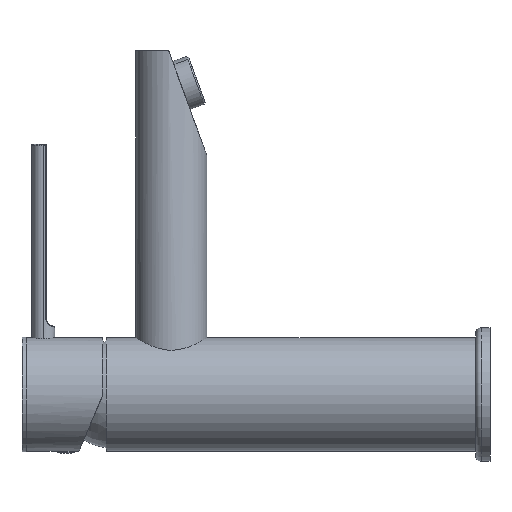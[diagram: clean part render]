
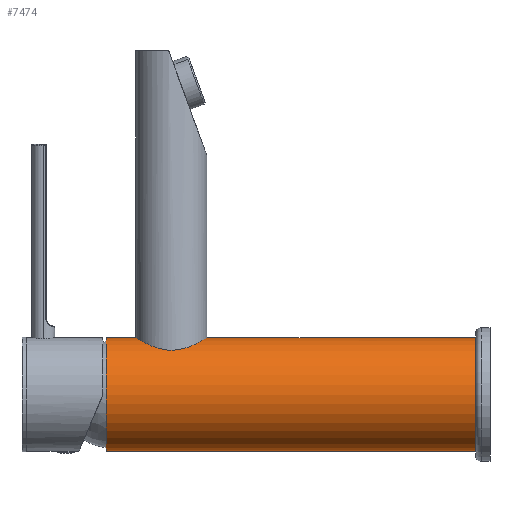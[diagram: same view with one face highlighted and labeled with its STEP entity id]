
A CAD part, left-side view. The second image highlights one B-rep face of the part: STEP entity #7474.
In plain terms, the highlighted cylindrical face has radius 20 mm (diameter 40 mm), a partial arc.
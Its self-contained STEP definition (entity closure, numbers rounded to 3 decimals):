
#31 = CARTESIAN_POINT ( 'NONE',  ( 0., 0., 20. ) ) ;
#52 = CARTESIAN_POINT ( 'NONE',  ( -1.298, 102.16, 19.96 ) ) ;
#152 = CARTESIAN_POINT ( 'NONE',  ( -4.493, 104.781, 19.489 ) ) ;
#243 = CARTESIAN_POINT ( 'NONE',  ( 0., 102., 20. ) ) ;
#705 = VERTEX_POINT ( 'NONE', #31 ) ;
#1084 = CIRCLE ( 'NONE', #11378, 20. ) ;
#1440 = AXIS2_PLACEMENT_3D ( 'NONE', #16148, #6987, #11522 ) ;
#1445 = LINE ( 'NONE', #10709, #4413 ) ;
#1858 = CARTESIAN_POINT ( 'NONE',  ( -4.968, 106.346, 19.373 ) ) ;
#2102 = CARTESIAN_POINT ( 'NONE',  ( -4.992, 107.331, 19.367 ) ) ;
#2140 = ORIENTED_EDGE ( 'NONE', *, *, #8426, .F. ) ;
#2404 = AXIS2_PLACEMENT_3D ( 'NONE', #15208, #9786, #19147 ) ;
#2405 = CARTESIAN_POINT ( 'NONE',  ( -0.655, 111.968, 19.992 ) ) ;
#2608 = EDGE_LOOP ( 'NONE', ( #2140, #14163, #4464, #13683, #6235, #2658, #14457 ) ) ;
#2658 = ORIENTED_EDGE ( 'NONE', *, *, #13497, .F. ) ;
#2824 = LINE ( 'NONE', #13198, #6612 ) ;
#3141 = DIRECTION ( 'NONE',  ( 0., 1., 0. ) ) ;
#3363 = CARTESIAN_POINT ( 'NONE',  ( -5., 107., 19.365 ) ) ;
#3530 = CARTESIAN_POINT ( 'NONE',  ( 0., 130., 20. ) ) ;
#3718 = CARTESIAN_POINT ( 'NONE',  ( -3.974, 110.052, 19.602 ) ) ;
#3863 = CARTESIAN_POINT ( 'NONE',  ( 0., 130., -20. ) ) ;
#3916 = CARTESIAN_POINT ( 'NONE',  ( -1.303, 111.839, 19.96 ) ) ;
#3988 = CARTESIAN_POINT ( 'NONE',  ( -5., 107., 19.365 ) ) ;
#4109 = DIRECTION ( 'NONE',  ( 0., 1., 0. ) ) ;
#4413 = VECTOR ( 'NONE', #3141, 1000. ) ;
#4464 = ORIENTED_EDGE ( 'NONE', *, *, #17800, .T. ) ;
#4687 = CARTESIAN_POINT ( 'NONE',  ( -2.508, 102.662, 19.844 ) ) ;
#4776 = CARTESIAN_POINT ( 'NONE',  ( -4.743, 105.383, 19.43 ) ) ;
#5227 = CARTESIAN_POINT ( 'NONE',  ( -3.303, 110.768, 19.727 ) ) ;
#5428 = CARTESIAN_POINT ( 'NONE',  ( -5., 107.164, 19.365 ) ) ;
#5565 = VERTEX_POINT ( 'NONE', #8910 ) ;
#6189 = CARTESIAN_POINT ( 'NONE',  ( -4.84, 105.703, 19.406 ) ) ;
#6235 = ORIENTED_EDGE ( 'NONE', *, *, #10892, .T. ) ;
#6265 = CARTESIAN_POINT ( 'NONE',  ( 0., -13., 20. ) ) ;
#6391 = CARTESIAN_POINT ( 'NONE',  ( 0., 102., 20. ) ) ;
#6612 = VECTOR ( 'NONE', #10381, 1000. ) ;
#6736 = CARTESIAN_POINT ( 'NONE',  ( -4.935, 107.821, 19.382 ) ) ;
#6987 = DIRECTION ( 'NONE',  ( 0., 1., 0. ) ) ;
#7034 = CARTESIAN_POINT ( 'NONE',  ( -4.336, 109.511, 19.525 ) ) ;
#7127 = CARTESIAN_POINT ( 'NONE',  ( -5., 107., 19.365 ) ) ;
#7474 = ADVANCED_FACE ( 'NONE', ( #9081 ), #10878, .T. ) ;
#7799 = CARTESIAN_POINT ( 'NONE',  ( -0.655, 102.032, 19.992 ) ) ;
#7881 = DIRECTION ( 'NONE',  ( 0., 0., 1. ) ) ;
#8352 = CARTESIAN_POINT ( 'NONE',  ( 0., 112., 20. ) ) ;
#8426 = EDGE_CURVE ( 'NONE', #705, #19364, #1084, .T. ) ;
#8557 = CARTESIAN_POINT ( 'NONE',  ( -4.743, 108.615, 19.43 ) ) ;
#8642 = LINE ( 'NONE', #6265, #12127 ) ;
#8653 = CARTESIAN_POINT ( 'NONE',  ( -1.615, 111.743, 19.937 ) ) ;
#8910 = CARTESIAN_POINT ( 'NONE',  ( 0., 112., 20. ) ) ;
#9081 = FACE_OUTER_BOUND ( 'NONE', #2608, .T. ) ;
#9398 = CARTESIAN_POINT ( 'NONE',  ( 0., 0., 0. ) ) ;
#9786 = DIRECTION ( 'NONE',  ( 0., 1., 0. ) ) ;
#9949 = EDGE_CURVE ( 'NONE', #705, #19067, #2824, .T. ) ;
#10068 = CARTESIAN_POINT ( 'NONE',  ( -4.49, 109.224, 19.49 ) ) ;
#10381 = DIRECTION ( 'NONE',  ( 0., 1., 0. ) ) ;
#10640 = CARTESIAN_POINT ( 'NONE',  ( -5., 106.671, 19.365 ) ) ;
#10709 = CARTESIAN_POINT ( 'NONE',  ( 0., -13., -20. ) ) ;
#10737 = CARTESIAN_POINT ( 'NONE',  ( -1.617, 102.258, 19.937 ) ) ;
#10791 = EDGE_CURVE ( 'NONE', #19364, #13881, #1445, .T. ) ;
#10878 = CYLINDRICAL_SURFACE ( 'NONE', #2404, 20. ) ;
#10892 = EDGE_CURVE ( 'NONE', #5565, #18039, #8642, .T. ) ;
#11378 = AXIS2_PLACEMENT_3D ( 'NONE', #9398, #12593, #7881 ) ;
#11474 = CARTESIAN_POINT ( 'NONE',  ( -4.839, 108.301, 19.406 ) ) ;
#11522 = DIRECTION ( 'NONE',  ( 0., 0., -1. ) ) ;
#11571 = CARTESIAN_POINT ( 'NONE',  ( -3.052, 110.974, 19.768 ) ) ;
#11992 = B_SPLINE_CURVE_WITH_KNOTS ( 'NONE', 3,
 ( #7127, #5428, #2102, #13270, #6736, #11474, #8557, #10068, #7034, #3718, #19131, #5227, #11571, #17506, #17707, #8653, #3916, #2405, #19328, #8352 ),
 .UNSPECIFIED., .F., .F.,
 ( 4, 2, 2, 2, 2, 2, 2, 2, 2, 4 ),
 ( 0.016, 0.017, 0.017, 0.018, 0.019, 0.02, 0.021, 0.022, 0.023, 0.024 ),
 .UNSPECIFIED. ) ;
#12127 = VECTOR ( 'NONE', #4109, 1000. ) ;
#12333 = CARTESIAN_POINT ( 'NONE',  ( -3.053, 103.027, 19.767 ) ) ;
#12593 = DIRECTION ( 'NONE',  ( 0., -1., 0. ) ) ;
#13077 = VERTEX_POINT ( 'NONE', #3988 ) ;
#13198 = CARTESIAN_POINT ( 'NONE',  ( 0., -13., 20. ) ) ;
#13270 = CARTESIAN_POINT ( 'NONE',  ( -4.959, 107.659, 19.375 ) ) ;
#13497 = EDGE_CURVE ( 'NONE', #13881, #18039, #15566, .T. ) ;
#13683 = ORIENTED_EDGE ( 'NONE', *, *, #18293, .T. ) ;
#13881 = VERTEX_POINT ( 'NONE', #3863 ) ;
#14033 = CARTESIAN_POINT ( 'NONE',  ( -0.33, 102., 20. ) ) ;
#14133 = CARTESIAN_POINT ( 'NONE',  ( -3.766, 103.695, 19.644 ) ) ;
#14163 = ORIENTED_EDGE ( 'NONE', *, *, #9949, .T. ) ;
#14457 = ORIENTED_EDGE ( 'NONE', *, *, #10791, .F. ) ;
#15208 = CARTESIAN_POINT ( 'NONE',  ( 0., -13., 0. ) ) ;
#15566 = CIRCLE ( 'NONE', #1440, 20. ) ;
#15579 = B_SPLINE_CURVE_WITH_KNOTS ( 'NONE', 3,
 ( #6391, #14033, #7799, #52, #10737, #18682, #4687, #12333, #18585, #14133, #17162, #19905, #152, #4776, #6189, #1858, #10640, #3363 ),
 .UNSPECIFIED., .F., .F.,
 ( 4, 2, 2, 2, 2, 2, 2, 2, 4 ),
 ( 0.009, 0.009, 0.01, 0.011, 0.012, 0.013, 0.014, 0.015, 0.016 ),
 .UNSPECIFIED. ) ;
#16148 = CARTESIAN_POINT ( 'NONE',  ( 0., 130., 0. ) ) ;
#17162 = CARTESIAN_POINT ( 'NONE',  ( -3.975, 103.949, 19.602 ) ) ;
#17506 = CARTESIAN_POINT ( 'NONE',  ( -2.51, 111.337, 19.844 ) ) ;
#17707 = CARTESIAN_POINT ( 'NONE',  ( -2.217, 111.493, 19.879 ) ) ;
#17800 = EDGE_CURVE ( 'NONE', #19067, #13077, #15579, .T. ) ;
#18039 = VERTEX_POINT ( 'NONE', #3530 ) ;
#18293 = EDGE_CURVE ( 'NONE', #13077, #5565, #11992, .T. ) ;
#18557 = CARTESIAN_POINT ( 'NONE',  ( 0., 0., -20. ) ) ;
#18585 = CARTESIAN_POINT ( 'NONE',  ( -3.307, 103.236, 19.726 ) ) ;
#18682 = CARTESIAN_POINT ( 'NONE',  ( -2.221, 102.508, 19.879 ) ) ;
#19067 = VERTEX_POINT ( 'NONE', #243 ) ;
#19131 = CARTESIAN_POINT ( 'NONE',  ( -3.764, 110.308, 19.644 ) ) ;
#19147 = DIRECTION ( 'NONE',  ( 0., 0., -1. ) ) ;
#19328 = CARTESIAN_POINT ( 'NONE',  ( -0.327, 112., 20. ) ) ;
#19364 = VERTEX_POINT ( 'NONE', #18557 ) ;
#19905 = CARTESIAN_POINT ( 'NONE',  ( -4.339, 104.494, 19.525 ) ) ;
